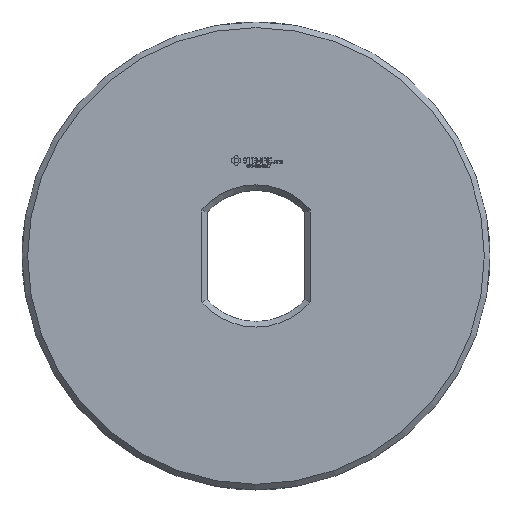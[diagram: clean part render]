
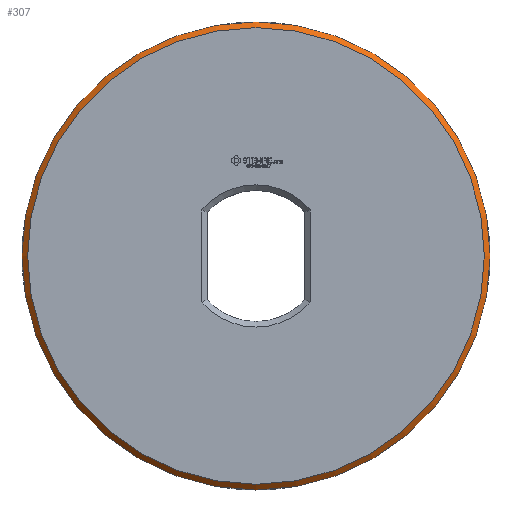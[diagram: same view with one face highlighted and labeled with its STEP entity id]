
A CAD part, top view. The second image highlights one B-rep face of the part: STEP entity #307.
In plain terms, the highlighted conical face has half-angle 45 degrees and reference radius 12.5 mm.
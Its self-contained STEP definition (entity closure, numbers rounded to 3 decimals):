
#73 = VERTEX_POINT('',#74);
#74 = CARTESIAN_POINT('',(12.5,0.,2.825));
#80 = EDGE_CURVE('',#73,#73,#81,.T.);
#81 = CIRCLE('',#82,12.5);
#82 = AXIS2_PLACEMENT_3D('',#83,#84,#85);
#83 = CARTESIAN_POINT('',(0.,0.,2.825));
#84 = DIRECTION('',(0.,0.,1.));
#85 = DIRECTION('',(1.,0.,0.));
#307 = ADVANCED_FACE('',(#308),#327,.T.);
#308 = FACE_BOUND('',#309,.T.);
#309 = EDGE_LOOP('',(#310,#318,#319,#320));
#310 = ORIENTED_EDGE('',*,*,#311,.F.);
#311 = EDGE_CURVE('',#73,#312,#314,.T.);
#312 = VERTEX_POINT('',#313);
#313 = CARTESIAN_POINT('',(12.2,0.,3.125));
#314 = LINE('',#315,#316);
#315 = CARTESIAN_POINT('',(12.5,0.,2.825));
#316 = VECTOR('',#317,1.);
#317 = DIRECTION('',(-0.707,0.,0.707));
#318 = ORIENTED_EDGE('',*,*,#80,.T.);
#319 = ORIENTED_EDGE('',*,*,#311,.T.);
#320 = ORIENTED_EDGE('',*,*,#321,.F.);
#321 = EDGE_CURVE('',#312,#312,#322,.T.);
#322 = CIRCLE('',#323,12.2);
#323 = AXIS2_PLACEMENT_3D('',#324,#325,#326);
#324 = CARTESIAN_POINT('',(0.,0.,3.125));
#325 = DIRECTION('',(0.,0.,1.));
#326 = DIRECTION('',(1.,0.,0.));
#327 = CONICAL_SURFACE('',#328,12.5,0.785);
#328 = AXIS2_PLACEMENT_3D('',#329,#330,#331);
#329 = CARTESIAN_POINT('',(0.,0.,2.825));
#330 = DIRECTION('',(-0.,-0.,-1.));
#331 = DIRECTION('',(1.,0.,0.));
